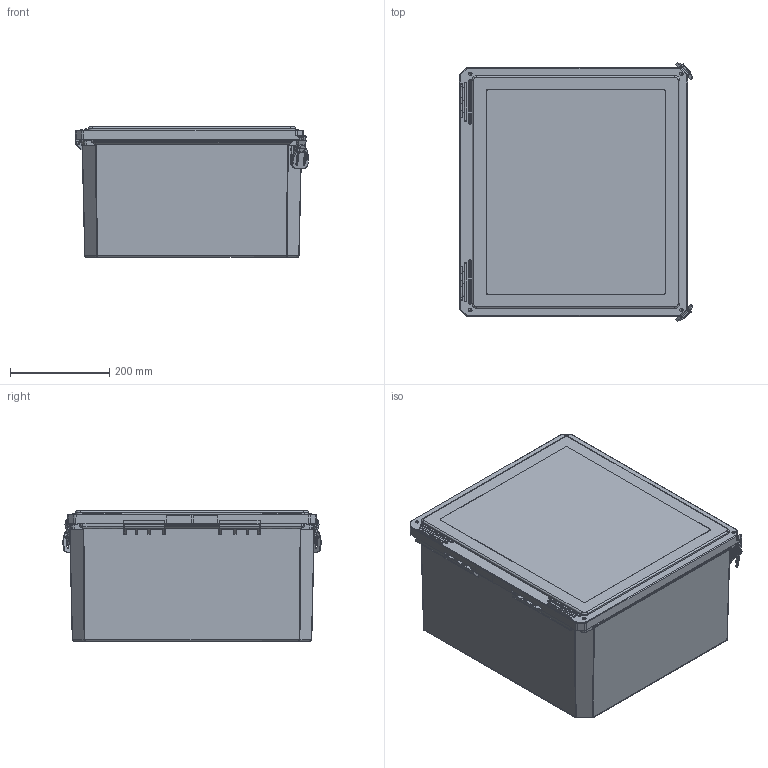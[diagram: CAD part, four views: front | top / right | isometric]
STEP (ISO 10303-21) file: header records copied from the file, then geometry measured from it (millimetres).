
FILE_DESCRIPTION (( 'STEP AP214' ), '1' );
FILE_NAME ('FRW181610HLL.STEP', '2018-11-02T18:19:40', ( '' ), ( '' ), 'SwSTEP 2.0', 'SolidWorks 2018', '' );
FILE_SCHEMA (( 'AUTOMOTIVE_DESIGN' ));
Length unit declared in the file: inch
Products named in the file (1): FRW181610HLL
Bounding box: 471.08 x 522.33 x 262.74 mm (x, y, z)
Volume: 4640369.4 mm3; surface area: 1958149.4 mm2
Topology: 38 solids, 38 shells, 2363 faces, 5798 edges, 3463 vertices
Faces by surface type: cylinder 924, plane 835, bspline 544, cone 48, torus 12
Full cylindrical faces by diameter (mm): 1.267 x4, 1.27 x2, 2.489 x4, 3.429 x4, 3.48 x4, 3.81 x4, 3.861 x8, 3.962 x16, 5.08 x4, 5.3 x4, 5.563 x2, 5.766 x2, 6.248 x16, 6.401 x4, 6.426 x4, 7.937 x1, 7.938 x1, 9.22 x2, 11.049 x2, 15.24 x2
Entity records: 125981 total; most frequent: CARTESIAN_POINT 45467, ORIENTED_EDGE 11136, DIRECTION 8492, EDGE_CURVE 5568, VERTEX_POINT 3429, AXIS2_PLACEMENT_3D 2845, VECTOR 2802, LINE 2802
